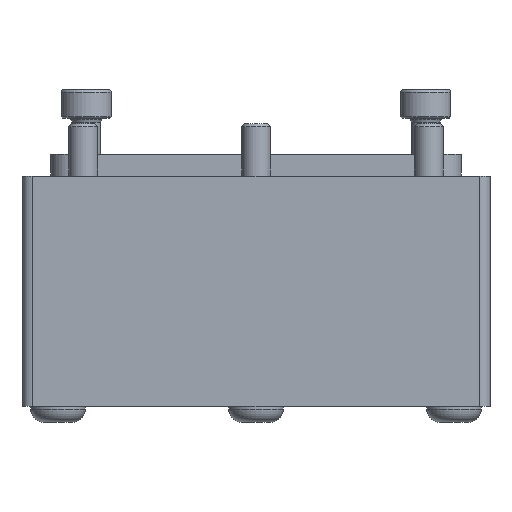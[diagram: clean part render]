
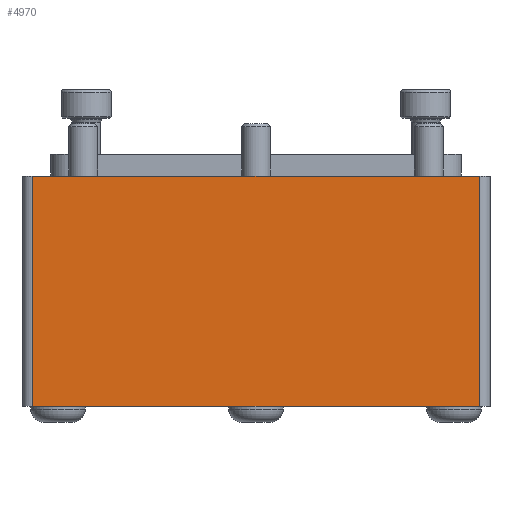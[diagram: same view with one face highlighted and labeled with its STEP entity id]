
A CAD part, front view. The second image highlights one B-rep face of the part: STEP entity #4970.
In plain terms, the highlighted face is planar.
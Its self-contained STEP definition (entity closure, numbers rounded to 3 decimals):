
#771=ORIENTED_EDGE('',*,*,#2200,.T.);
#772=ORIENTED_EDGE('',*,*,#2201,.F.);
#773=ORIENTED_EDGE('',*,*,#2180,.F.);
#774=ORIENTED_EDGE('',*,*,#2199,.T.);
#2180=EDGE_CURVE('',#2897,#2898,#3397,.T.);
#2199=EDGE_CURVE('',#2897,#2913,#3408,.T.);
#2200=EDGE_CURVE('',#2913,#2914,#3409,.T.);
#2201=EDGE_CURVE('',#2898,#2914,#3410,.T.);
#2897=VERTEX_POINT('',#7713);
#2898=VERTEX_POINT('',#7715);
#2913=VERTEX_POINT('',#7751);
#2914=VERTEX_POINT('',#7755);
#3397=LINE('',#7714,#3697);
#3408=LINE('',#7752,#3708);
#3409=LINE('',#7754,#3709);
#3410=LINE('',#7756,#3710);
#3697=VECTOR('',#6074,1000.);
#3708=VECTOR('',#6107,1000.);
#3709=VECTOR('',#6110,1000.);
#3710=VECTOR('',#6111,1000.);
#3988=EDGE_LOOP('',(#771,#772,#773,#774));
#4421=FACE_BOUND('',#3988,.T.);
#4849=PLANE('',#5384);
#4970=ADVANCED_FACE('',(#4421),#4849,.F.);
#5384=AXIS2_PLACEMENT_3D('',#7753,#6108,#6109);
#6074=DIRECTION('',(1.,0.,0.));
#6107=DIRECTION('',(0.,-1.,0.));
#6108=DIRECTION('',(0.,0.,-1.));
#6109=DIRECTION('',(-1.,0.,0.));
#6110=DIRECTION('',(1.,0.,0.));
#6111=DIRECTION('',(0.,-1.,0.));
#7713=CARTESIAN_POINT('',(-31.,32.,77.5));
#7714=CARTESIAN_POINT('',(-31.,32.,77.5));
#7715=CARTESIAN_POINT('',(31.,32.,77.5));
#7751=CARTESIAN_POINT('',(-31.,0.,77.5));
#7752=CARTESIAN_POINT('',(-31.,32.,77.5));
#7753=CARTESIAN_POINT('',(-31.,32.,77.5));
#7754=CARTESIAN_POINT('',(-31.,0.,77.5));
#7755=CARTESIAN_POINT('',(31.,0.,77.5));
#7756=CARTESIAN_POINT('',(31.,32.,77.5));
